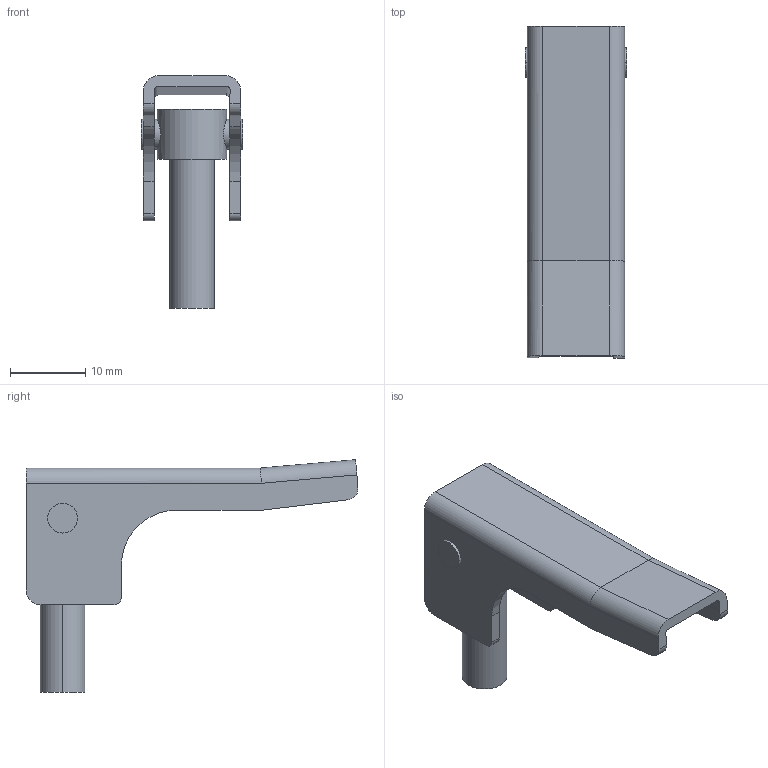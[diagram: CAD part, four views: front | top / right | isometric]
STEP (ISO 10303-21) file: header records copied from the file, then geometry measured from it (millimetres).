
FILE_DESCRIPTION (( 'STEP AP203' ), '1' );
FILE_NAME ('1418QR_Default.step', '2019-11-02T18:37:19', ( '' ), ( '' ), 'SwSTEP 2.0', 'SolidWorks 2019', '' );
FILE_SCHEMA (( 'CONFIG_CONTROL_DESIGN' ));
Length unit declared in the file: inch
Products named in the file (1): 1418QR_Default
Bounding box: 13.56 x 44.22 x 30.98 mm (x, y, z)
Volume: 2814.2 mm3; surface area: 3456.3 mm2
Topology: 2 solids, 2 shells, 53 faces, 141 edges, 92 vertices
Faces by surface type: cylinder 28, plane 25
Entity records: 1849 total; most frequent: CARTESIAN_POINT 429, DIRECTION 282, ORIENTED_EDGE 282, EDGE_CURVE 141, AXIS2_PLACEMENT_3D 99, VERTEX_POINT 92, LINE 84, VECTOR 84
